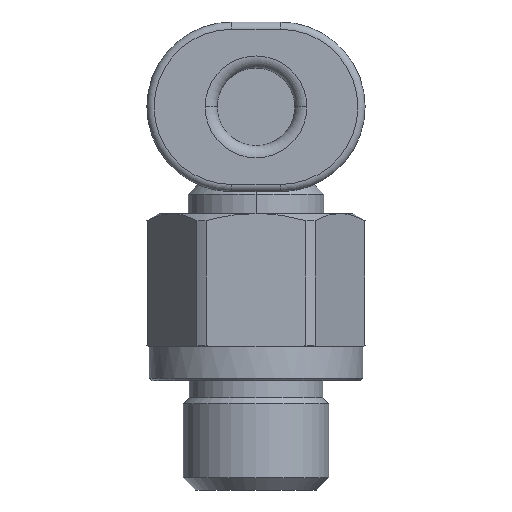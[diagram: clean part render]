
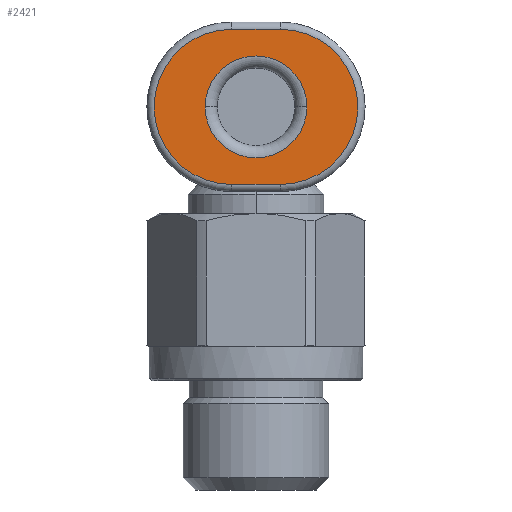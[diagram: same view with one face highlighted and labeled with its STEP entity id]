
A CAD part, front view. The second image highlights one B-rep face of the part: STEP entity #2421.
In plain terms, the highlighted planar face has unit normal (0, -1, 0).
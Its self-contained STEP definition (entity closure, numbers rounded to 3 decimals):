
#1127=CARTESIAN_POINT('',(2.1,-10.55,6.15));
#1128=VERTEX_POINT('',#1127);
#1136=CARTESIAN_POINT('',(-2.1,-10.55,6.15));
#1137=VERTEX_POINT('',#1136);
#1138=CARTESIAN_POINT('',(0.0,-10.55,6.15));
#1139=DIRECTION('',(0.0,-1.0,0.0));
#1140=DIRECTION('',(-1.0,0.0,0.0));
#1141=AXIS2_PLACEMENT_3D('',#1138,#1139,#1140);
#1142=CIRCLE('',#1141,2.1);
#1143=EDGE_CURVE('',#1128,#1137,#1142,.T.);
#2234=CARTESIAN_POINT('',(-1.0,-10.55,2.95));
#2235=VERTEX_POINT('',#2234);
#2236=CARTESIAN_POINT('',(-1.0,-10.55,9.35));
#2237=VERTEX_POINT('',#2236);
#2238=CARTESIAN_POINT('',(-1.0,-10.55,6.15));
#2239=DIRECTION('',(0.0,1.0,0.0));
#2240=DIRECTION('',(-1.0,0.0,0.0));
#2241=AXIS2_PLACEMENT_3D('',#2238,#2239,#2240);
#2242=CIRCLE('',#2241,3.2);
#2243=EDGE_CURVE('',#2235,#2237,#2242,.T.);
#2278=CARTESIAN_POINT('',(1.0,-10.55,9.35));
#2279=VERTEX_POINT('',#2278);
#2280=CARTESIAN_POINT('',(-1.0,-10.55,9.35));
#2281=DIRECTION('',(1.0,0.0,0.0));
#2282=VECTOR('',#2281,2.0);
#2283=LINE('',#2280,#2282);
#2284=EDGE_CURVE('',#2237,#2279,#2283,.T.);
#2318=CARTESIAN_POINT('',(1.0,-10.55,2.95));
#2319=VERTEX_POINT('',#2318);
#2327=CARTESIAN_POINT('',(1.0,-10.55,2.95));
#2328=DIRECTION('',(-1.0,0.0,0.0));
#2329=VECTOR('',#2328,2.0);
#2330=LINE('',#2327,#2329);
#2331=EDGE_CURVE('',#2319,#2235,#2330,.T.);
#2342=CARTESIAN_POINT('',(1.0,-10.55,6.15));
#2343=DIRECTION('',(0.0,1.0,0.0));
#2344=DIRECTION('',(1.0,0.0,0.0));
#2345=AXIS2_PLACEMENT_3D('',#2342,#2343,#2344);
#2346=CIRCLE('',#2345,3.2);
#2347=EDGE_CURVE('',#2279,#2319,#2346,.T.);
#2400=CARTESIAN_POINT('',(0.0,-10.55,6.15));
#2401=DIRECTION('',(0.0,1.0,0.0));
#2402=DIRECTION('',(1.0,0.0,0.0));
#2403=AXIS2_PLACEMENT_3D('',#2400,#2401,#2402);
#2404=PLANE('',#2403);
#2405=ORIENTED_EDGE('',*,*,#2243,.F.);
#2406=ORIENTED_EDGE('',*,*,#2331,.F.);
#2407=ORIENTED_EDGE('',*,*,#2347,.F.);
#2408=ORIENTED_EDGE('',*,*,#2284,.F.);
#2409=EDGE_LOOP('',(#2405,#2406,#2407,#2408));
#2410=FACE_OUTER_BOUND('',#2409,.T.);
#2411=ORIENTED_EDGE('',*,*,#1143,.F.);
#2412=CARTESIAN_POINT('',(0.0,-10.55,6.15));
#2413=DIRECTION('',(0.0,-1.0,0.0));
#2414=DIRECTION('',(-1.0,0.0,0.0));
#2415=AXIS2_PLACEMENT_3D('',#2412,#2413,#2414);
#2416=CIRCLE('',#2415,2.1);
#2417=EDGE_CURVE('',#1137,#1128,#2416,.T.);
#2418=ORIENTED_EDGE('',*,*,#2417,.F.);
#2419=EDGE_LOOP('',(#2411,#2418));
#2420=FACE_BOUND('',#2419,.T.);
#2421=ADVANCED_FACE('',(#2410,#2420),#2404,.F.);
